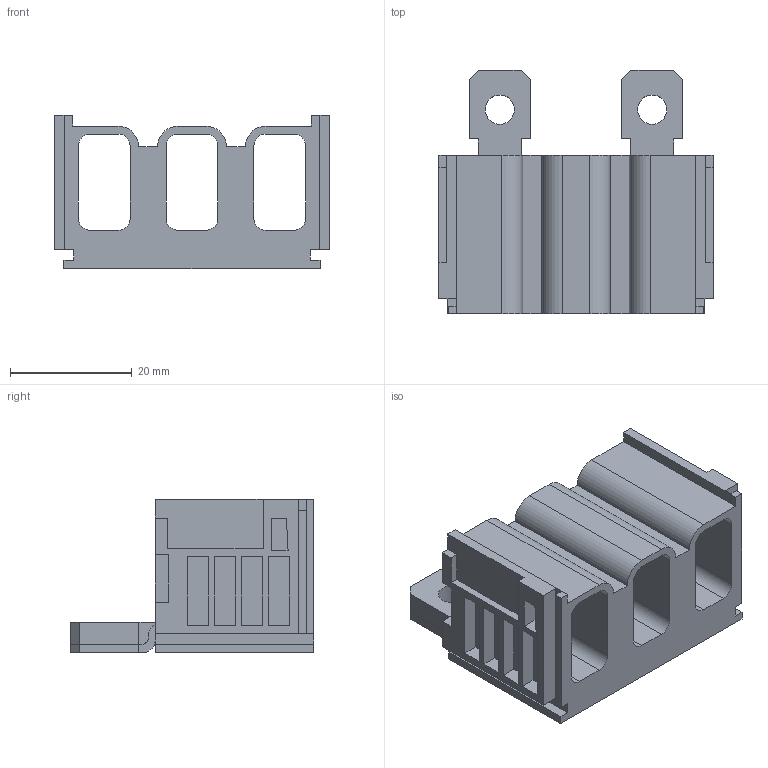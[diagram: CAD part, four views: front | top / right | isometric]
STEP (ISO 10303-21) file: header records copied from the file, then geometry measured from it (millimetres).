
FILE_DESCRIPTION(('STEP AP214'),'1');
FILE_NAME('cctmp_9D494619-E07A-4AE2-975E-49491A2ADBEF_2023_07_18_13_06_18_0492..stp','2023-07-18T11:06:18',('SIEMENS A&D'),('CADClick - www.CADClick.com'),'Spatial InterOp 3D postprocessed',' ','unknown authorization');
FILE_SCHEMA(('AUTOMOTIVE_DESIGN'));
Length unit declared in the file: millimetre
Products named in the file (10): cc_unnamed; 2023_07_18_13_06_18_0461; 2023_07_18_13_06_18_0429; 2023_07_18_13_06_18_0398; 2023_07_18_13_06_18_0367; 2023_07_18_13_06_18_0336; 2023_07_18_13_06_18_0319; 2023_07_18_13_06_18_0287; 2023_07_18_13_06_18_0256; 2023_07_18_13_06_18_0225
Assembly tree (9 placements, depth 2):
  cc_unnamed
    2023_07_18_13_06_18_0461
    2023_07_18_13_06_18_0429
    2023_07_18_13_06_18_0398
    2023_07_18_13_06_18_0367
    2023_07_18_13_06_18_0336
    2023_07_18_13_06_18_0319
    2023_07_18_13_06_18_0287
    2023_07_18_13_06_18_0256
    2023_07_18_13_06_18_0225
Bounding box: 45 x 40 x 25.2 mm (x, y, z)
Volume: 15817.9 mm3; surface area: 10910.4 mm2
Topology: 1 solids, 9 shells, 164 faces, 474 edges, 332 vertices
Faces by surface type: plane 138, cylinder 26
Entity records: 8970 total; most frequent: CARTESIAN_POINT 980, ORIENTED_EDGE 900, STYLED_ITEM 883, PRESENTATION_STYLE_ASSIGNMENT 883, DIRECTION 878, EDGE_CURVE 474, CURVE_STYLE 426, DRAUGHTING_PRE_DEFINED_CURVE_FONT 426
